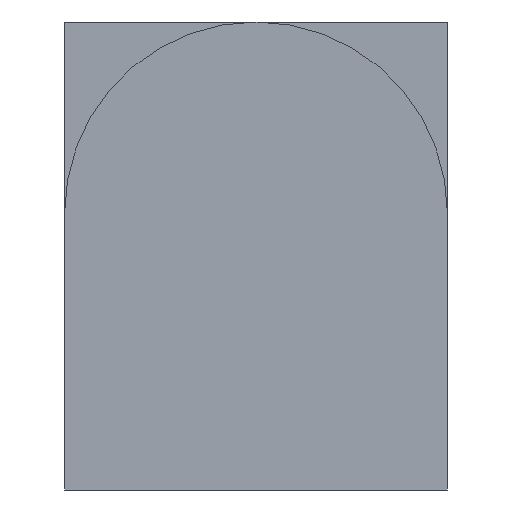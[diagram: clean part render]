
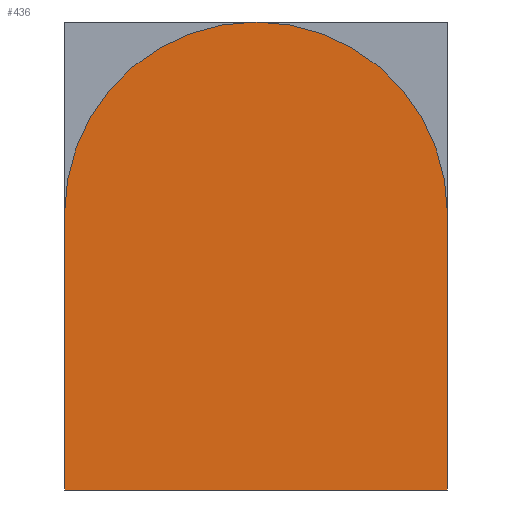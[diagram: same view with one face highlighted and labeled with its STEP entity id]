
A CAD part, front view. The second image highlights one B-rep face of the part: STEP entity #436.
In plain terms, the highlighted planar face has unit normal (0, -1, 0).
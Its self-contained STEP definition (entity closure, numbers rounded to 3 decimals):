
#3 = CARTESIAN_POINT ( 'NONE',  ( 0., -11., 6.5 ) ) ;
#13 = DIRECTION ( 'NONE',  ( 1., 0., 0. ) ) ;
#21 = ORIENTED_EDGE ( 'NONE', *, *, #177, .T. ) ;
#31 = CARTESIAN_POINT ( 'NONE',  ( 0., -11., 11. ) ) ;
#39 = CARTESIAN_POINT ( 'NONE',  ( -4.5, -11., 0. ) ) ;
#43 = CARTESIAN_POINT ( 'NONE',  ( -4.5, -11., 6.5 ) ) ;
#48 = CARTESIAN_POINT ( 'NONE',  ( 0., -11., 6.5 ) ) ;
#57 = LINE ( 'NONE', #164, #387 ) ;
#73 = CARTESIAN_POINT ( 'NONE',  ( -4.5, -11., 0. ) ) ;
#78 = DIRECTION ( 'NONE',  ( 0., 0., 1. ) ) ;
#93 = VERTEX_POINT ( 'NONE', #391 ) ;
#105 = CARTESIAN_POINT ( 'NONE',  ( -4.5, -11., 0. ) ) ;
#110 = DIRECTION ( 'NONE',  ( 0., 0., -1. ) ) ;
#145 = FACE_OUTER_BOUND ( 'NONE', #225, .T. ) ;
#155 = VERTEX_POINT ( 'NONE', #31 ) ;
#164 = CARTESIAN_POINT ( 'NONE',  ( 4.5, -11., 0. ) ) ;
#166 = ORIENTED_EDGE ( 'NONE', *, *, #228, .T. ) ;
#175 = PLANE ( 'NONE',  #422 ) ;
#177 = EDGE_CURVE ( 'NONE', #93, #399, #57, .T. ) ;
#178 = DIRECTION ( 'NONE',  ( 0., -1., 0. ) ) ;
#189 = DIRECTION ( 'NONE',  ( 0., 0., 1. ) ) ;
#193 = CIRCLE ( 'NONE', #474, 4.5 ) ;
#195 = ORIENTED_EDGE ( 'NONE', *, *, #199, .T. ) ;
#199 = EDGE_CURVE ( 'NONE', #155, #276, #352, .T. ) ;
#211 = EDGE_CURVE ( 'NONE', #399, #155, #193, .T. ) ;
#212 = DIRECTION ( 'NONE',  ( 0., 0., 1. ) ) ;
#225 = EDGE_LOOP ( 'NONE', ( #473, #166, #21, #337, #195 ) ) ;
#228 = EDGE_CURVE ( 'NONE', #419, #93, #446, .T. ) ;
#247 = AXIS2_PLACEMENT_3D ( 'NONE', #407, #178, #263 ) ;
#257 = CARTESIAN_POINT ( 'NONE',  ( 4.5, -11., 6.5 ) ) ;
#263 = DIRECTION ( 'NONE',  ( 0., 0., 1. ) ) ;
#266 = DIRECTION ( 'NONE',  ( 0., 1., 0. ) ) ;
#276 = VERTEX_POINT ( 'NONE', #43 ) ;
#281 = EDGE_CURVE ( 'NONE', #276, #419, #463, .T. ) ;
#302 = DIRECTION ( 'NONE',  ( 0., -1., 0. ) ) ;
#337 = ORIENTED_EDGE ( 'NONE', *, *, #211, .T. ) ;
#352 = CIRCLE ( 'NONE', #247, 4.5 ) ;
#377 = VECTOR ( 'NONE', #13, 1000. ) ;
#387 = VECTOR ( 'NONE', #212, 1000. ) ;
#391 = CARTESIAN_POINT ( 'NONE',  ( 4.5, -11., 0. ) ) ;
#399 = VERTEX_POINT ( 'NONE', #257 ) ;
#403 = VECTOR ( 'NONE', #110, 1000. ) ;
#407 = CARTESIAN_POINT ( 'NONE',  ( 0., -11., 6.5 ) ) ;
#419 = VERTEX_POINT ( 'NONE', #105 ) ;
#422 = AXIS2_PLACEMENT_3D ( 'NONE', #3, #266, #189 ) ;
#436 = ADVANCED_FACE ( 'NONE', ( #145 ), #175, .F. ) ;
#446 = LINE ( 'NONE', #73, #377 ) ;
#463 = LINE ( 'NONE', #39, #403 ) ;
#473 = ORIENTED_EDGE ( 'NONE', *, *, #281, .T. ) ;
#474 = AXIS2_PLACEMENT_3D ( 'NONE', #48, #302, #78 ) ;
